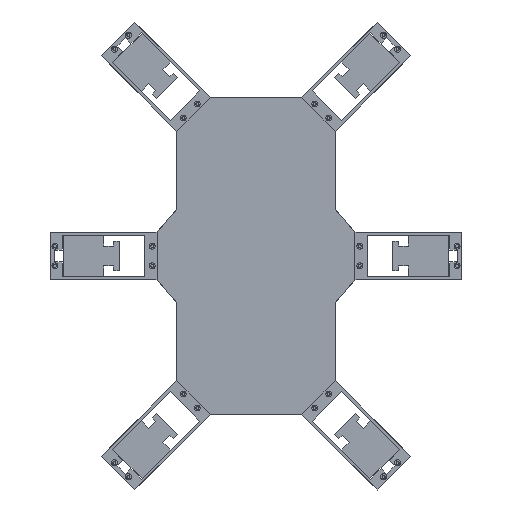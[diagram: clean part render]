
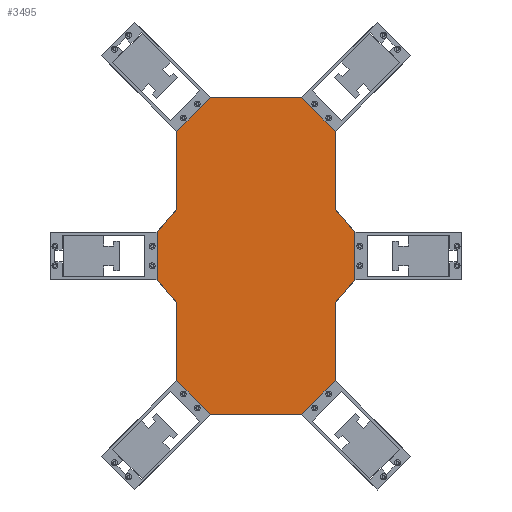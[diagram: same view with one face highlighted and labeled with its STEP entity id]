
A CAD part, front view. The second image highlights one B-rep face of the part: STEP entity #3495.
In plain terms, the highlighted planar face has unit normal (0, -1, 0).
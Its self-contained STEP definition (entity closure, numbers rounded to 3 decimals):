
#76 = CARTESIAN_POINT ( 'NONE',  ( 40., -1., -63.029 ) ) ;
#125 = CARTESIAN_POINT ( 'NONE',  ( -40., -1., -23.547 ) ) ;
#143 = EDGE_CURVE ( 'NONE', #9698, #595, #8755, .T. ) ;
#429 = DIRECTION ( 'NONE',  ( 0.707, 0., -0.707 ) ) ;
#431 = EDGE_CURVE ( 'NONE', #9444, #2928, #816, .T. ) ;
#491 = VECTOR ( 'NONE', #7036, 1000. ) ;
#573 = EDGE_CURVE ( 'NONE', #2673, #8796, #5363, .T. ) ;
#594 = ORIENTED_EDGE ( 'NONE', *, *, #5394, .T. ) ;
#595 = VERTEX_POINT ( 'NONE', #8895 ) ;
#678 = ORIENTED_EDGE ( 'NONE', *, *, #10856, .T. ) ;
#816 = LINE ( 'NONE', #10251, #4196 ) ;
#858 = EDGE_CURVE ( 'NONE', #595, #8369, #6954, .T. ) ;
#999 = ORIENTED_EDGE ( 'NONE', *, *, #5138, .T. ) ;
#1081 = DIRECTION ( 'NONE',  ( 0., 0., -1. ) ) ;
#1105 = CARTESIAN_POINT ( 'NONE',  ( 23.029, -1., 80. ) ) ;
#1164 = CARTESIAN_POINT ( 'NONE',  ( 40., -1., 23.547 ) ) ;
#1322 = ORIENTED_EDGE ( 'NONE', *, *, #9933, .T. ) ;
#1631 = EDGE_CURVE ( 'NONE', #3223, #3729, #11094, .T. ) ;
#1699 = EDGE_CURVE ( 'NONE', #8369, #10004, #10536, .T. ) ;
#1853 = DIRECTION ( 'NONE',  ( 0.655, 0., -0.756 ) ) ;
#1877 = ORIENTED_EDGE ( 'NONE', *, *, #4962, .T. ) ;
#1919 = VECTOR ( 'NONE', #7273, 1000. ) ;
#1996 = EDGE_CURVE ( 'NONE', #3729, #2789, #7749, .T. ) ;
#2202 = ORIENTED_EDGE ( 'NONE', *, *, #1996, .T. ) ;
#2229 = CARTESIAN_POINT ( 'NONE',  ( 40., -1., 23.547 ) ) ;
#2316 = LINE ( 'NONE', #9484, #9148 ) ;
#2394 = LINE ( 'NONE', #9246, #7914 ) ;
#2408 = CARTESIAN_POINT ( 'NONE',  ( -23.029, -1., -80. ) ) ;
#2673 = VERTEX_POINT ( 'NONE', #6274 ) ;
#2789 = VERTEX_POINT ( 'NONE', #4651 ) ;
#2843 = CARTESIAN_POINT ( 'NONE',  ( -40., -1., -63.029 ) ) ;
#2870 = CARTESIAN_POINT ( 'NONE',  ( 0., -1., 0. ) ) ;
#2928 = VERTEX_POINT ( 'NONE', #5032 ) ;
#2950 = CARTESIAN_POINT ( 'NONE',  ( -40., -1., -63.029 ) ) ;
#2973 = ORIENTED_EDGE ( 'NONE', *, *, #1631, .T. ) ;
#2999 = DIRECTION ( 'NONE',  ( -0.707, 0., -0.707 ) ) ;
#3132 = ORIENTED_EDGE ( 'NONE', *, *, #9106, .T. ) ;
#3152 = VECTOR ( 'NONE', #2999, 1000. ) ;
#3223 = VERTEX_POINT ( 'NONE', #5065 ) ;
#3434 = CARTESIAN_POINT ( 'NONE',  ( -23.029, -1., -80. ) ) ;
#3483 = DIRECTION ( 'NONE',  ( 0., 0., 1. ) ) ;
#3495 = ADVANCED_FACE ( 'NONE', ( #10621 ), #3595, .T. ) ;
#3578 = LINE ( 'NONE', #6327, #9808 ) ;
#3595 = PLANE ( 'NONE',  #4771 ) ;
#3604 = VECTOR ( 'NONE', #6899, 1000. ) ;
#3729 = VERTEX_POINT ( 'NONE', #11002 ) ;
#3859 = VECTOR ( 'NONE', #7365, 1000. ) ;
#3931 = VECTOR ( 'NONE', #429, 1000. ) ;
#3944 = CARTESIAN_POINT ( 'NONE',  ( 50., -1., 12. ) ) ;
#4196 = VECTOR ( 'NONE', #4236, 1000. ) ;
#4236 = DIRECTION ( 'NONE',  ( 0., 0., -1. ) ) ;
#4390 = ORIENTED_EDGE ( 'NONE', *, *, #143, .T. ) ;
#4450 = ORIENTED_EDGE ( 'NONE', *, *, #1699, .T. ) ;
#4651 = CARTESIAN_POINT ( 'NONE',  ( 40., -1., -23.547 ) ) ;
#4771 = AXIS2_PLACEMENT_3D ( 'NONE', #2870, #6286, #8928 ) ;
#4877 = DIRECTION ( 'NONE',  ( 0., 0., 1. ) ) ;
#4915 = CARTESIAN_POINT ( 'NONE',  ( -40., -1., 63.029 ) ) ;
#4962 = EDGE_CURVE ( 'NONE', #7868, #9698, #3578, .T. ) ;
#5032 = CARTESIAN_POINT ( 'NONE',  ( -40., -1., 23.547 ) ) ;
#5065 = CARTESIAN_POINT ( 'NONE',  ( 23.029, -1., -80. ) ) ;
#5138 = EDGE_CURVE ( 'NONE', #9875, #2673, #8968, .T. ) ;
#5228 = VECTOR ( 'NONE', #1853, 1000. ) ;
#5362 = EDGE_LOOP ( 'NONE', ( #594, #999, #5838, #678, #5798, #1322, #1877, #4390, #5600, #4450, #6781, #2973, #2202, #7318, #3132, #10888 ) ) ;
#5363 = LINE ( 'NONE', #1105, #6824 ) ;
#5394 = EDGE_CURVE ( 'NONE', #8010, #9875, #6978, .T. ) ;
#5576 = CARTESIAN_POINT ( 'NONE',  ( 40., -1., 63.029 ) ) ;
#5600 = ORIENTED_EDGE ( 'NONE', *, *, #858, .T. ) ;
#5798 = ORIENTED_EDGE ( 'NONE', *, *, #431, .T. ) ;
#5837 = LINE ( 'NONE', #2408, #6469 ) ;
#5838 = ORIENTED_EDGE ( 'NONE', *, *, #573, .T. ) ;
#5892 = DIRECTION ( 'NONE',  ( 1., 0., 0. ) ) ;
#6048 = CARTESIAN_POINT ( 'NONE',  ( -50., -1., 12. ) ) ;
#6065 = LINE ( 'NONE', #7750, #3604 ) ;
#6165 = DIRECTION ( 'NONE',  ( 0.655, 0., 0.756 ) ) ;
#6191 = CARTESIAN_POINT ( 'NONE',  ( -50., -1., -12. ) ) ;
#6274 = CARTESIAN_POINT ( 'NONE',  ( 23.029, -1., 80. ) ) ;
#6286 = DIRECTION ( 'NONE',  ( 0., -1., 0. ) ) ;
#6327 = CARTESIAN_POINT ( 'NONE',  ( -50., -1., -12. ) ) ;
#6469 = VECTOR ( 'NONE', #5892, 1000. ) ;
#6521 = LINE ( 'NONE', #3944, #3859 ) ;
#6577 = CARTESIAN_POINT ( 'NONE',  ( 50., -1., -12. ) ) ;
#6781 = ORIENTED_EDGE ( 'NONE', *, *, #10348, .T. ) ;
#6824 = VECTOR ( 'NONE', #10532, 1000. ) ;
#6883 = CARTESIAN_POINT ( 'NONE',  ( -23.029, -1., 80. ) ) ;
#6899 = DIRECTION ( 'NONE',  ( -0.655, 0., -0.756 ) ) ;
#6954 = LINE ( 'NONE', #8759, #8287 ) ;
#6978 = LINE ( 'NONE', #1164, #491 ) ;
#7036 = DIRECTION ( 'NONE',  ( 0., 0., 1. ) ) ;
#7273 = DIRECTION ( 'NONE',  ( -0.707, 0., 0.707 ) ) ;
#7290 = CARTESIAN_POINT ( 'NONE',  ( 50., -1., 12. ) ) ;
#7318 = ORIENTED_EDGE ( 'NONE', *, *, #8684, .T. ) ;
#7365 = DIRECTION ( 'NONE',  ( -0.655, 0., 0.756 ) ) ;
#7558 = VERTEX_POINT ( 'NONE', #7290 ) ;
#7659 = CARTESIAN_POINT ( 'NONE',  ( 23.029, -1., -80. ) ) ;
#7686 = VECTOR ( 'NONE', #9463, 1000. ) ;
#7749 = LINE ( 'NONE', #76, #9062 ) ;
#7750 = CARTESIAN_POINT ( 'NONE',  ( -50., -1., 12. ) ) ;
#7868 = VERTEX_POINT ( 'NONE', #6048 ) ;
#7914 = VECTOR ( 'NONE', #4877, 1000. ) ;
#8010 = VERTEX_POINT ( 'NONE', #2229 ) ;
#8069 = DIRECTION ( 'NONE',  ( 0., 0., -1. ) ) ;
#8122 = CARTESIAN_POINT ( 'NONE',  ( 40., -1., 63.029 ) ) ;
#8287 = VECTOR ( 'NONE', #1081, 1000. ) ;
#8369 = VERTEX_POINT ( 'NONE', #2843 ) ;
#8611 = VERTEX_POINT ( 'NONE', #6577 ) ;
#8684 = EDGE_CURVE ( 'NONE', #2789, #8611, #2316, .T. ) ;
#8755 = LINE ( 'NONE', #125, #5228 ) ;
#8759 = CARTESIAN_POINT ( 'NONE',  ( -40., -1., -63.029 ) ) ;
#8779 = CARTESIAN_POINT ( 'NONE',  ( -23.029, -1., 80. ) ) ;
#8796 = VERTEX_POINT ( 'NONE', #6883 ) ;
#8895 = CARTESIAN_POINT ( 'NONE',  ( -40., -1., -23.547 ) ) ;
#8928 = DIRECTION ( 'NONE',  ( 0., 0., -1. ) ) ;
#8968 = LINE ( 'NONE', #8122, #1919 ) ;
#9062 = VECTOR ( 'NONE', #3483, 1000. ) ;
#9106 = EDGE_CURVE ( 'NONE', #8611, #7558, #2394, .T. ) ;
#9148 = VECTOR ( 'NONE', #6165, 1000. ) ;
#9246 = CARTESIAN_POINT ( 'NONE',  ( 50., -1., -12. ) ) ;
#9444 = VERTEX_POINT ( 'NONE', #4915 ) ;
#9463 = DIRECTION ( 'NONE',  ( 0.707, 0., 0.707 ) ) ;
#9484 = CARTESIAN_POINT ( 'NONE',  ( 40., -1., -23.547 ) ) ;
#9679 = LINE ( 'NONE', #8779, #3152 ) ;
#9698 = VERTEX_POINT ( 'NONE', #6191 ) ;
#9808 = VECTOR ( 'NONE', #8069, 1000. ) ;
#9875 = VERTEX_POINT ( 'NONE', #5576 ) ;
#9933 = EDGE_CURVE ( 'NONE', #2928, #7868, #6065, .T. ) ;
#10004 = VERTEX_POINT ( 'NONE', #3434 ) ;
#10251 = CARTESIAN_POINT ( 'NONE',  ( -40., -1., 23.547 ) ) ;
#10348 = EDGE_CURVE ( 'NONE', #10004, #3223, #5837, .T. ) ;
#10532 = DIRECTION ( 'NONE',  ( -1., 0., 0. ) ) ;
#10536 = LINE ( 'NONE', #2950, #3931 ) ;
#10621 = FACE_OUTER_BOUND ( 'NONE', #5362, .T. ) ;
#10856 = EDGE_CURVE ( 'NONE', #8796, #9444, #9679, .T. ) ;
#10888 = ORIENTED_EDGE ( 'NONE', *, *, #11006, .T. ) ;
#11002 = CARTESIAN_POINT ( 'NONE',  ( 40., -1., -63.029 ) ) ;
#11006 = EDGE_CURVE ( 'NONE', #7558, #8010, #6521, .T. ) ;
#11094 = LINE ( 'NONE', #7659, #7686 ) ;
